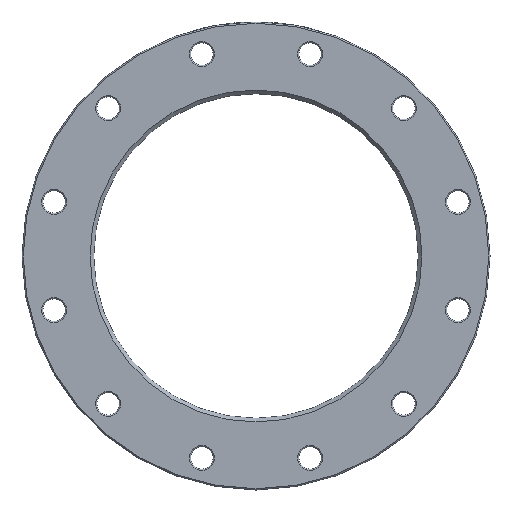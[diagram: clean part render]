
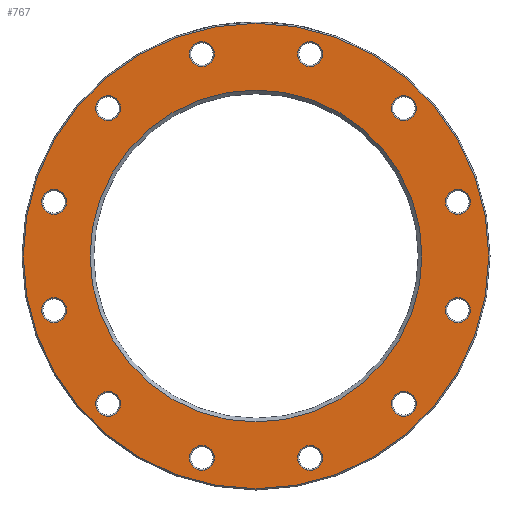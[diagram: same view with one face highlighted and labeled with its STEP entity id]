
A CAD part, left-side view. The second image highlights one B-rep face of the part: STEP entity #767.
In plain terms, the highlighted planar face has unit normal (-1, 0, 0).
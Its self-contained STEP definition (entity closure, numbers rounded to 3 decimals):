
#1 = VERTEX_POINT ( 'NONE', #3296 ) ;
#70 = DIRECTION ( 'NONE',  ( 1., 0., 0. ) ) ;
#187 = AXIS2_PLACEMENT_3D ( 'NONE', #817, #4550, #3600 ) ;
#245 = VERTEX_POINT ( 'NONE', #5055 ) ;
#273 = VERTEX_POINT ( 'NONE', #372 ) ;
#307 = CARTESIAN_POINT ( 'NONE',  ( 0., 43.352, 151.793 ) ) ;
#372 = CARTESIAN_POINT ( 'NONE',  ( 0., -161.793, -53.352 ) ) ;
#398 = FACE_BOUND ( 'NONE', #5352, .T. ) ;
#504 = EDGE_CURVE ( 'NONE', #4428, #4428, #5306, .T. ) ;
#570 = CARTESIAN_POINT ( 'NONE',  ( 0., 161.793, 33.352 ) ) ;
#578 = EDGE_LOOP ( 'NONE', ( #5753 ) ) ;
#608 = CIRCLE ( 'NONE', #4912, 10. ) ;
#644 = AXIS2_PLACEMENT_3D ( 'NONE', #5113, #909, #6074 ) ;
#702 = AXIS2_PLACEMENT_3D ( 'NONE', #1541, #1653, #3413 ) ;
#749 = CARTESIAN_POINT ( 'NONE',  ( 0., -43.352, 151.793 ) ) ;
#767 = ADVANCED_FACE ( 'NONE', ( #5478, #3262, #5605, #5145, #6043, #5511, #4675, #2710, #1719, #2740, #6007, #4610, #398, #5542 ), #2279, .F. ) ;
#771 = EDGE_CURVE ( 'NONE', #1521, #1521, #2999, .T. ) ;
#782 = VERTEX_POINT ( 'NONE', #1175 ) ;
#817 = CARTESIAN_POINT ( 'NONE',  ( 0., -43.352, 161.793 ) ) ;
#909 = DIRECTION ( 'NONE',  ( 1., 0., 0. ) ) ;
#942 = DIRECTION ( 'NONE',  ( 0., 0., -1. ) ) ;
#957 = AXIS2_PLACEMENT_3D ( 'NONE', #3693, #4183, #1359 ) ;
#984 = DIRECTION ( 'NONE',  ( 0., 0., -1. ) ) ;
#1016 = ORIENTED_EDGE ( 'NONE', *, *, #504, .T. ) ;
#1038 = ORIENTED_EDGE ( 'NONE', *, *, #4382, .T. ) ;
#1087 = CIRCLE ( 'NONE', #4226, 10. ) ;
#1099 = DIRECTION ( 'NONE',  ( 0., 0., -1. ) ) ;
#1175 = CARTESIAN_POINT ( 'NONE',  ( 0., -118.44, -128.44 ) ) ;
#1265 = VERTEX_POINT ( 'NONE', #2687 ) ;
#1296 = VERTEX_POINT ( 'NONE', #3046 ) ;
#1359 = DIRECTION ( 'NONE',  ( 0., 0., -1. ) ) ;
#1462 = DIRECTION ( 'NONE',  ( 1., 0., 0. ) ) ;
#1473 = EDGE_CURVE ( 'NONE', #1296, #1296, #4743, .T. ) ;
#1507 = EDGE_LOOP ( 'NONE', ( #5154 ) ) ;
#1521 = VERTEX_POINT ( 'NONE', #5768 ) ;
#1541 = CARTESIAN_POINT ( 'NONE',  ( 0., -161.793, 43.352 ) ) ;
#1653 = DIRECTION ( 'NONE',  ( 1., 0., 0. ) ) ;
#1681 = CIRCLE ( 'NONE', #5130, 10. ) ;
#1719 = FACE_BOUND ( 'NONE', #4317, .T. ) ;
#1781 = EDGE_CURVE ( 'NONE', #6015, #6015, #1681, .T. ) ;
#1817 = DIRECTION ( 'NONE',  ( 0., 0., -1. ) ) ;
#1852 = DIRECTION ( 'NONE',  ( 0., 0., -1. ) ) ;
#1860 = EDGE_CURVE ( 'NONE', #2187, #2187, #3055, .T. ) ;
#1889 = EDGE_LOOP ( 'NONE', ( #5780 ) ) ;
#1891 = CARTESIAN_POINT ( 'NONE',  ( 0., 118.44, 118.44 ) ) ;
#1894 = CIRCLE ( 'NONE', #3758, 10. ) ;
#1935 = EDGE_CURVE ( 'NONE', #782, #782, #4914, .T. ) ;
#1996 = AXIS2_PLACEMENT_3D ( 'NONE', #5126, #70, #984 ) ;
#1998 = ORIENTED_EDGE ( 'NONE', *, *, #1935, .T. ) ;
#2088 = AXIS2_PLACEMENT_3D ( 'NONE', #4800, #2378, #5276 ) ;
#2114 = CARTESIAN_POINT ( 'NONE',  ( 0., -118.44, -118.44 ) ) ;
#2187 = VERTEX_POINT ( 'NONE', #5485 ) ;
#2219 = CARTESIAN_POINT ( 'NONE',  ( 0., 0., -186.5 ) ) ;
#2279 = PLANE ( 'NONE',  #957 ) ;
#2316 = CARTESIAN_POINT ( 'NONE',  ( 0., 118.44, -128.44 ) ) ;
#2378 = DIRECTION ( 'NONE',  ( 1., 0., 0. ) ) ;
#2398 = CARTESIAN_POINT ( 'NONE',  ( 0., 43.352, 161.793 ) ) ;
#2517 = ORIENTED_EDGE ( 'NONE', *, *, #1860, .T. ) ;
#2552 = CIRCLE ( 'NONE', #1996, 10. ) ;
#2554 = EDGE_CURVE ( 'NONE', #5915, #5915, #608, .T. ) ;
#2565 = DIRECTION ( 'NONE',  ( 1., 0., 0. ) ) ;
#2574 = EDGE_LOOP ( 'NONE', ( #5137 ) ) ;
#2641 = AXIS2_PLACEMENT_3D ( 'NONE', #2718, #5551, #3761 ) ;
#2687 = CARTESIAN_POINT ( 'NONE',  ( 0., 43.352, -171.793 ) ) ;
#2710 = FACE_BOUND ( 'NONE', #2967, .T. ) ;
#2718 = CARTESIAN_POINT ( 'NONE',  ( 0., 161.793, 43.352 ) ) ;
#2740 = FACE_BOUND ( 'NONE', #578, .T. ) ;
#2770 = AXIS2_PLACEMENT_3D ( 'NONE', #2114, #4390, #4882 ) ;
#2866 = ORIENTED_EDGE ( 'NONE', *, *, #3274, .T. ) ;
#2895 = EDGE_LOOP ( 'NONE', ( #5714 ) ) ;
#2918 = AXIS2_PLACEMENT_3D ( 'NONE', #1891, #1462, #4258 ) ;
#2922 = DIRECTION ( 'NONE',  ( 0., 0., -1. ) ) ;
#2950 = DIRECTION ( 'NONE',  ( 1., 0., 0. ) ) ;
#2951 = EDGE_LOOP ( 'NONE', ( #4474 ) ) ;
#2967 = EDGE_LOOP ( 'NONE', ( #2866 ) ) ;
#2999 = CIRCLE ( 'NONE', #644, 133. ) ;
#3046 = CARTESIAN_POINT ( 'NONE',  ( 0., -118.44, 108.44 ) ) ;
#3054 = DIRECTION ( 'NONE',  ( 0., 0., -1. ) ) ;
#3055 = CIRCLE ( 'NONE', #702, 10. ) ;
#3262 = FACE_OUTER_BOUND ( 'NONE', #5503, .T. ) ;
#3274 = EDGE_CURVE ( 'NONE', #273, #273, #4396, .T. ) ;
#3296 = CARTESIAN_POINT ( 'NONE',  ( 0., 118.44, 108.44 ) ) ;
#3329 = AXIS2_PLACEMENT_3D ( 'NONE', #5636, #3725, #942 ) ;
#3413 = DIRECTION ( 'NONE',  ( 0., 0., -1. ) ) ;
#3425 = ORIENTED_EDGE ( 'NONE', *, *, #3846, .T. ) ;
#3462 = AXIS2_PLACEMENT_3D ( 'NONE', #4696, #4264, #1099 ) ;
#3485 = CARTESIAN_POINT ( 'NONE',  ( 0., -43.352, -161.793 ) ) ;
#3552 = EDGE_LOOP ( 'NONE', ( #2517 ) ) ;
#3600 = DIRECTION ( 'NONE',  ( 0., 0., -1. ) ) ;
#3635 = VERTEX_POINT ( 'NONE', #2219 ) ;
#3693 = CARTESIAN_POINT ( 'NONE',  ( 0., 130., 0. ) ) ;
#3725 = DIRECTION ( 'NONE',  ( 1., 0., 0. ) ) ;
#3733 = CIRCLE ( 'NONE', #187, 10. ) ;
#3758 = AXIS2_PLACEMENT_3D ( 'NONE', #3485, #2565, #3054 ) ;
#3760 = VERTEX_POINT ( 'NONE', #2316 ) ;
#3761 = DIRECTION ( 'NONE',  ( 0., 0., -1. ) ) ;
#3843 = DIRECTION ( 'NONE',  ( 1., 0., 0. ) ) ;
#3846 = EDGE_CURVE ( 'NONE', #3635, #3635, #5631, .T. ) ;
#4023 = EDGE_CURVE ( 'NONE', #245, #245, #1894, .T. ) ;
#4122 = CARTESIAN_POINT ( 'NONE',  ( 0., 161.793, -53.352 ) ) ;
#4183 = DIRECTION ( 'NONE',  ( 1., 0., 0. ) ) ;
#4186 = CARTESIAN_POINT ( 'NONE',  ( 0., 161.793, -43.352 ) ) ;
#4226 = AXIS2_PLACEMENT_3D ( 'NONE', #4670, #4731, #1817 ) ;
#4258 = DIRECTION ( 'NONE',  ( 0., 0., -1. ) ) ;
#4264 = DIRECTION ( 'NONE',  ( -1., 0., 0. ) ) ;
#4317 = EDGE_LOOP ( 'NONE', ( #1998 ) ) ;
#4382 = EDGE_CURVE ( 'NONE', #1265, #1265, #1087, .T. ) ;
#4390 = DIRECTION ( 'NONE',  ( 1., 0., 0. ) ) ;
#4396 = CIRCLE ( 'NONE', #3329, 10. ) ;
#4428 = VERTEX_POINT ( 'NONE', #570 ) ;
#4474 = ORIENTED_EDGE ( 'NONE', *, *, #5936, .T. ) ;
#4550 = DIRECTION ( 'NONE',  ( 1., 0., 0. ) ) ;
#4610 = FACE_BOUND ( 'NONE', #2951, .T. ) ;
#4670 = CARTESIAN_POINT ( 'NONE',  ( 0., 43.352, -161.793 ) ) ;
#4675 = FACE_BOUND ( 'NONE', #3552, .T. ) ;
#4696 = CARTESIAN_POINT ( 'NONE',  ( 0., 0., 0. ) ) ;
#4731 = DIRECTION ( 'NONE',  ( 1., 0., 0. ) ) ;
#4738 = EDGE_CURVE ( 'NONE', #4952, #4952, #3733, .T. ) ;
#4743 = CIRCLE ( 'NONE', #2088, 10. ) ;
#4800 = CARTESIAN_POINT ( 'NONE',  ( 0., -118.44, 118.44 ) ) ;
#4882 = DIRECTION ( 'NONE',  ( 0., 0., -1. ) ) ;
#4912 = AXIS2_PLACEMENT_3D ( 'NONE', #2398, #2950, #2922 ) ;
#4914 = CIRCLE ( 'NONE', #2770, 10. ) ;
#4952 = VERTEX_POINT ( 'NONE', #749 ) ;
#5055 = CARTESIAN_POINT ( 'NONE',  ( 0., -43.352, -171.793 ) ) ;
#5062 = ORIENTED_EDGE ( 'NONE', *, *, #1781, .T. ) ;
#5113 = CARTESIAN_POINT ( 'NONE',  ( 0., 0., 0. ) ) ;
#5126 = CARTESIAN_POINT ( 'NONE',  ( 0., 118.44, -118.44 ) ) ;
#5130 = AXIS2_PLACEMENT_3D ( 'NONE', #4186, #3843, #1852 ) ;
#5137 = ORIENTED_EDGE ( 'NONE', *, *, #4738, .T. ) ;
#5145 = FACE_BOUND ( 'NONE', #1507, .T. ) ;
#5154 = ORIENTED_EDGE ( 'NONE', *, *, #2554, .T. ) ;
#5276 = DIRECTION ( 'NONE',  ( 0., 0., -1. ) ) ;
#5306 = CIRCLE ( 'NONE', #2641, 10. ) ;
#5352 = EDGE_LOOP ( 'NONE', ( #5062 ) ) ;
#5425 = EDGE_LOOP ( 'NONE', ( #1038 ) ) ;
#5478 = FACE_BOUND ( 'NONE', #5728, .T. ) ;
#5485 = CARTESIAN_POINT ( 'NONE',  ( 0., -161.793, 33.352 ) ) ;
#5503 = EDGE_LOOP ( 'NONE', ( #3425 ) ) ;
#5511 = FACE_BOUND ( 'NONE', #1889, .T. ) ;
#5542 = FACE_BOUND ( 'NONE', #5869, .T. ) ;
#5551 = DIRECTION ( 'NONE',  ( 1., 0., 0. ) ) ;
#5571 = CIRCLE ( 'NONE', #2918, 10. ) ;
#5605 = FACE_BOUND ( 'NONE', #2895, .T. ) ;
#5631 = CIRCLE ( 'NONE', #3462, 186.5 ) ;
#5636 = CARTESIAN_POINT ( 'NONE',  ( 0., -161.793, -43.352 ) ) ;
#5709 = ORIENTED_EDGE ( 'NONE', *, *, #771, .T. ) ;
#5714 = ORIENTED_EDGE ( 'NONE', *, *, #5884, .T. ) ;
#5728 = EDGE_LOOP ( 'NONE', ( #5709 ) ) ;
#5753 = ORIENTED_EDGE ( 'NONE', *, *, #4023, .T. ) ;
#5768 = CARTESIAN_POINT ( 'NONE',  ( 0., 0., -133. ) ) ;
#5780 = ORIENTED_EDGE ( 'NONE', *, *, #1473, .T. ) ;
#5869 = EDGE_LOOP ( 'NONE', ( #1016 ) ) ;
#5884 = EDGE_CURVE ( 'NONE', #1, #1, #5571, .T. ) ;
#5915 = VERTEX_POINT ( 'NONE', #307 ) ;
#5936 = EDGE_CURVE ( 'NONE', #3760, #3760, #2552, .T. ) ;
#6007 = FACE_BOUND ( 'NONE', #5425, .T. ) ;
#6015 = VERTEX_POINT ( 'NONE', #4122 ) ;
#6043 = FACE_BOUND ( 'NONE', #2574, .T. ) ;
#6074 = DIRECTION ( 'NONE',  ( 0., 0., -1. ) ) ;
